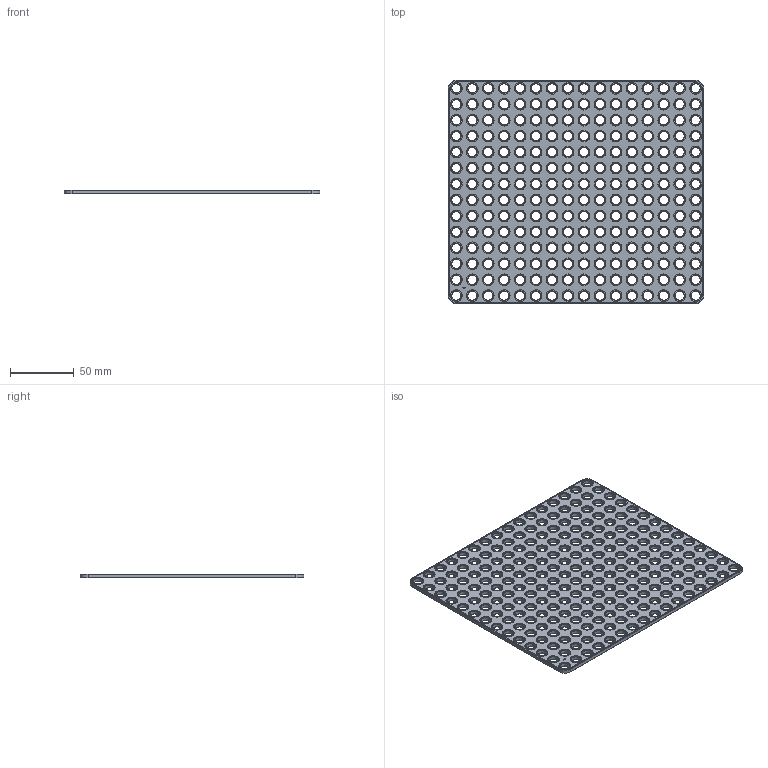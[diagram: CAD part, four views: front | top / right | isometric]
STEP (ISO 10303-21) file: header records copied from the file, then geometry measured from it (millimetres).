
FILE_DESCRIPTION(('FreeCAD Model'),'2;1');
FILE_NAME('Open CASCADE Shape Model','2024-10-08T23:21:20',(''),(''), 'Open CASCADE STEP processor 7.7','FreeCAD','Unknown');
FILE_SCHEMA(('AUTOMOTIVE_DESIGN { 1 0 10303 214 1 1 1 1 }'));
Length unit declared in the file: millimetre
Products named in the file (1): Plate RCT CRNR BU16x14x00.25 - SPN-PLT-0188 (stemfie.org)
Bounding box: 200 x 175 x 3.12 mm (x, y, z)
Volume: 77911.3 mm3; surface area: 69899.6 mm2
Topology: 1 solids, 1 shells, 1623 faces, 3622 edges, 2260 vertices
Faces by surface type: plane 549, cylinder 456, cone 456, extrusion 162
Full cylindrical faces by diameter (mm): 7 x224, 9.2 x224
Entity records: 46354 total; most frequent: CARTESIAN_POINT 8838, DIRECTION 7752, ORIENTED_EDGE 7244, EDGE_CURVE 3622, AXIS2_PLACEMENT_3D 2830, FACE_BOUND 2330, EDGE_LOOP 2330, VERTEX_POINT 2260
